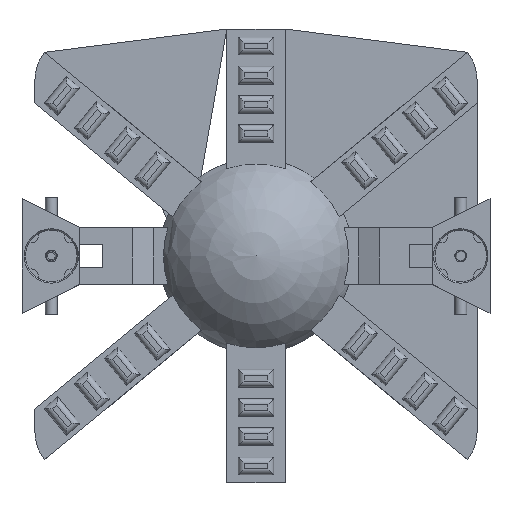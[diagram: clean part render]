
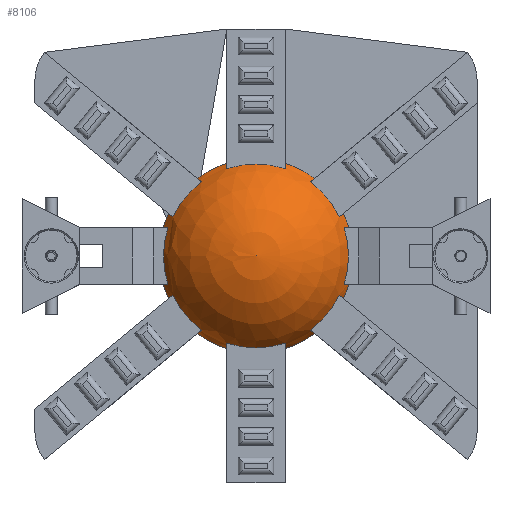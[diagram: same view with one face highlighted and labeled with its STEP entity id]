
A CAD part, top view. The second image highlights one B-rep face of the part: STEP entity #8106.
In plain terms, the highlighted spherical face has radius 22.86 mm.
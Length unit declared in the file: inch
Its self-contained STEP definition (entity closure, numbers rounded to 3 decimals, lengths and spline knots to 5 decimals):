
#110=SPHERICAL_SURFACE('',#8804,0.9);
#508=CIRCLE('',#8683,0.8791);
#509=CIRCLE('',#8685,0.78511);
#548=CIRCLE('',#8803,0.8791);
#549=CIRCLE('',#8805,0.82916);
#550=CIRCLE('',#8806,0.86458);
#551=CIRCLE('',#8807,0.78511);
#552=CIRCLE('',#8808,0.86458);
#553=CIRCLE('',#8809,0.82916);
#554=CIRCLE('',#8810,0.8791);
#555=CIRCLE('',#8811,0.78511);
#556=CIRCLE('',#8812,0.8791);
#557=CIRCLE('',#8813,0.82916);
#558=CIRCLE('',#8814,0.9);
#559=CIRCLE('',#8815,0.82916);
#560=CIRCLE('',#8816,0.8791);
#561=CIRCLE('',#8817,0.78511);
#562=CIRCLE('',#8818,0.8791);
#563=CIRCLE('',#8819,0.82916);
#564=CIRCLE('',#8820,0.86458);
#565=CIRCLE('',#8821,0.78511);
#566=CIRCLE('',#8822,0.86458);
#567=CIRCLE('',#8823,0.82916);
#568=CIRCLE('',#8824,0.8791);
#569=CIRCLE('',#8825,0.78511);
#570=CIRCLE('',#8826,0.8791);
#571=CIRCLE('',#8827,0.82916);
#957=FACE_OUTER_BOUND('',#1523,.T.);
#1523=EDGE_LOOP('',(#6138,#6139,#6140,#6141,#6142,#6143,#6144,#6145,#6146,
#6147,#6148,#6149,#6150,#6151,#6152,#6153,#6154,#6155,#6156,#6157,#6158,
#6159,#6160,#6161,#6162,#6163,#6164));
#3653=VERTEX_POINT('',#12753);
#3654=VERTEX_POINT('',#12755);
#3656=VERTEX_POINT('',#12761);
#3741=VERTEX_POINT('',#13153);
#3742=VERTEX_POINT('',#13157);
#3743=VERTEX_POINT('',#13159);
#3744=VERTEX_POINT('',#13161);
#3745=VERTEX_POINT('',#13163);
#3746=VERTEX_POINT('',#13165);
#3747=VERTEX_POINT('',#13167);
#3748=VERTEX_POINT('',#13169);
#3749=VERTEX_POINT('',#13171);
#3750=VERTEX_POINT('',#13173);
#3751=VERTEX_POINT('',#13175);
#3752=VERTEX_POINT('',#13177);
#3753=VERTEX_POINT('',#13179);
#3754=VERTEX_POINT('',#13181);
#3755=VERTEX_POINT('',#13183);
#3756=VERTEX_POINT('',#13185);
#3757=VERTEX_POINT('',#13187);
#3758=VERTEX_POINT('',#13189);
#3759=VERTEX_POINT('',#13191);
#3760=VERTEX_POINT('',#13193);
#3761=VERTEX_POINT('',#13195);
#3762=VERTEX_POINT('',#13197);
#3763=VERTEX_POINT('',#13199);
#4460=EDGE_CURVE('',#3654,#3653,#508,.T.);
#4464=EDGE_CURVE('',#3653,#3656,#509,.T.);
#4599=EDGE_CURVE('',#3656,#3741,#548,.T.);
#4601=EDGE_CURVE('',#3741,#3742,#549,.T.);
#4602=EDGE_CURVE('',#3743,#3742,#550,.T.);
#4603=EDGE_CURVE('',#3744,#3743,#551,.F.);
#4604=EDGE_CURVE('',#3745,#3744,#552,.T.);
#4605=EDGE_CURVE('',#3745,#3746,#553,.T.);
#4606=EDGE_CURVE('',#3747,#3746,#554,.T.);
#4607=EDGE_CURVE('',#3748,#3747,#555,.F.);
#4608=EDGE_CURVE('',#3749,#3748,#556,.T.);
#4609=EDGE_CURVE('',#3749,#3750,#557,.T.);
#4610=EDGE_CURVE('',#3751,#3750,#558,.T.);
#4611=EDGE_CURVE('',#3750,#3752,#559,.T.);
#4612=EDGE_CURVE('',#3753,#3752,#560,.T.);
#4613=EDGE_CURVE('',#3754,#3753,#561,.F.);
#4614=EDGE_CURVE('',#3755,#3754,#562,.T.);
#4615=EDGE_CURVE('',#3755,#3756,#563,.T.);
#4616=EDGE_CURVE('',#3756,#3757,#564,.T.);
#4617=EDGE_CURVE('',#3757,#3758,#565,.T.);
#4618=EDGE_CURVE('',#3758,#3759,#566,.T.);
#4619=EDGE_CURVE('',#3759,#3760,#567,.T.);
#4620=EDGE_CURVE('',#3760,#3761,#568,.T.);
#4621=EDGE_CURVE('',#3761,#3762,#569,.T.);
#4622=EDGE_CURVE('',#3762,#3763,#570,.T.);
#4623=EDGE_CURVE('',#3763,#3654,#571,.T.);
#6138=ORIENTED_EDGE('',*,*,#4460,.T.);
#6139=ORIENTED_EDGE('',*,*,#4464,.T.);
#6140=ORIENTED_EDGE('',*,*,#4599,.T.);
#6141=ORIENTED_EDGE('',*,*,#4601,.T.);
#6142=ORIENTED_EDGE('',*,*,#4602,.F.);
#6143=ORIENTED_EDGE('',*,*,#4603,.F.);
#6144=ORIENTED_EDGE('',*,*,#4604,.F.);
#6145=ORIENTED_EDGE('',*,*,#4605,.T.);
#6146=ORIENTED_EDGE('',*,*,#4606,.F.);
#6147=ORIENTED_EDGE('',*,*,#4607,.F.);
#6148=ORIENTED_EDGE('',*,*,#4608,.F.);
#6149=ORIENTED_EDGE('',*,*,#4609,.T.);
#6150=ORIENTED_EDGE('',*,*,#4610,.F.);
#6151=ORIENTED_EDGE('',*,*,#4610,.T.);
#6152=ORIENTED_EDGE('',*,*,#4611,.T.);
#6153=ORIENTED_EDGE('',*,*,#4612,.F.);
#6154=ORIENTED_EDGE('',*,*,#4613,.F.);
#6155=ORIENTED_EDGE('',*,*,#4614,.F.);
#6156=ORIENTED_EDGE('',*,*,#4615,.T.);
#6157=ORIENTED_EDGE('',*,*,#4616,.T.);
#6158=ORIENTED_EDGE('',*,*,#4617,.T.);
#6159=ORIENTED_EDGE('',*,*,#4618,.T.);
#6160=ORIENTED_EDGE('',*,*,#4619,.T.);
#6161=ORIENTED_EDGE('',*,*,#4620,.T.);
#6162=ORIENTED_EDGE('',*,*,#4621,.T.);
#6163=ORIENTED_EDGE('',*,*,#4622,.T.);
#6164=ORIENTED_EDGE('',*,*,#4623,.T.);
#8106=ADVANCED_FACE('',(#957),#110,.T.);
#8683=AXIS2_PLACEMENT_3D('',#12756,#10055,#10056);
#8685=AXIS2_PLACEMENT_3D('',#12764,#10062,#10063);
#8803=AXIS2_PLACEMENT_3D('',#13154,#10378,#10379);
#8804=AXIS2_PLACEMENT_3D('',#13156,#10381,#10382);
#8805=AXIS2_PLACEMENT_3D('',#13158,#10383,#10384);
#8806=AXIS2_PLACEMENT_3D('',#13160,#10385,#10386);
#8807=AXIS2_PLACEMENT_3D('',#13162,#10387,#10388);
#8808=AXIS2_PLACEMENT_3D('',#13164,#10389,#10390);
#8809=AXIS2_PLACEMENT_3D('',#13166,#10391,#10392);
#8810=AXIS2_PLACEMENT_3D('',#13168,#10393,#10394);
#8811=AXIS2_PLACEMENT_3D('',#13170,#10395,#10396);
#8812=AXIS2_PLACEMENT_3D('',#13172,#10397,#10398);
#8813=AXIS2_PLACEMENT_3D('',#13174,#10399,#10400);
#8814=AXIS2_PLACEMENT_3D('',#13176,#10401,#10402);
#8815=AXIS2_PLACEMENT_3D('',#13178,#10403,#10404);
#8816=AXIS2_PLACEMENT_3D('',#13180,#10405,#10406);
#8817=AXIS2_PLACEMENT_3D('',#13182,#10407,#10408);
#8818=AXIS2_PLACEMENT_3D('',#13184,#10409,#10410);
#8819=AXIS2_PLACEMENT_3D('',#13186,#10411,#10412);
#8820=AXIS2_PLACEMENT_3D('',#13188,#10413,#10414);
#8821=AXIS2_PLACEMENT_3D('',#13190,#10415,#10416);
#8822=AXIS2_PLACEMENT_3D('',#13192,#10417,#10418);
#8823=AXIS2_PLACEMENT_3D('',#13194,#10419,#10420);
#8824=AXIS2_PLACEMENT_3D('',#13196,#10421,#10422);
#8825=AXIS2_PLACEMENT_3D('',#13198,#10423,#10424);
#8826=AXIS2_PLACEMENT_3D('',#13200,#10425,#10426);
#8827=AXIS2_PLACEMENT_3D('',#13201,#10427,#10428);
#10055=DIRECTION('center_axis',(0.636,-0.771,0.));
#10056=DIRECTION('ref_axis',(0.,0.,1.));
#10062=DIRECTION('center_axis',(0.,0.,1.));
#10063=DIRECTION('ref_axis',(0.,1.,0.));
#10378=DIRECTION('center_axis',(-0.636,0.771,0.));
#10379=DIRECTION('ref_axis',(0.,0.,-1.));
#10381=DIRECTION('center_axis',(0.,0.,1.));
#10382=DIRECTION('ref_axis',(1.,0.,0.));
#10383=DIRECTION('center_axis',(0.,0.,1.));
#10384=DIRECTION('ref_axis',(0.,1.,0.));
#10385=DIRECTION('center_axis',(-1.,0.,0.));
#10386=DIRECTION('ref_axis',(0.,0.,1.));
#10387=DIRECTION('center_axis',(0.,0.,1.));
#10388=DIRECTION('ref_axis',(0.,1.,0.));
#10389=DIRECTION('center_axis',(1.,0.,0.));
#10390=DIRECTION('ref_axis',(0.,0.,-1.));
#10391=DIRECTION('center_axis',(0.,0.,1.));
#10392=DIRECTION('ref_axis',(0.,1.,0.));
#10393=DIRECTION('center_axis',(-0.636,-0.771,0.));
#10394=DIRECTION('ref_axis',(0.,0.,-1.));
#10395=DIRECTION('center_axis',(0.,0.,1.));
#10396=DIRECTION('ref_axis',(0.,1.,0.));
#10397=DIRECTION('center_axis',(0.636,0.771,0.));
#10398=DIRECTION('ref_axis',(0.,0.,1.));
#10399=DIRECTION('center_axis',(0.,0.,1.));
#10400=DIRECTION('ref_axis',(0.,1.,0.));
#10401=DIRECTION('center_axis',(0.,-1.,0.));
#10402=DIRECTION('ref_axis',(-1.,0.,0.));
#10403=DIRECTION('center_axis',(0.,0.,1.));
#10404=DIRECTION('ref_axis',(0.,1.,0.));
#10405=DIRECTION('center_axis',(0.636,-0.771,0.));
#10406=DIRECTION('ref_axis',(0.,0.,-1.));
#10407=DIRECTION('center_axis',(0.,0.,1.));
#10408=DIRECTION('ref_axis',(0.,1.,0.));
#10409=DIRECTION('center_axis',(-0.636,0.771,0.));
#10410=DIRECTION('ref_axis',(0.,0.,1.));
#10411=DIRECTION('center_axis',(0.,0.,1.));
#10412=DIRECTION('ref_axis',(0.,1.,0.));
#10413=DIRECTION('center_axis',(-1.,0.,0.));
#10414=DIRECTION('ref_axis',(0.,0.,-1.));
#10415=DIRECTION('center_axis',(0.,0.,1.));
#10416=DIRECTION('ref_axis',(0.,1.,0.));
#10417=DIRECTION('center_axis',(1.,0.,0.));
#10418=DIRECTION('ref_axis',(0.,0.,1.));
#10419=DIRECTION('center_axis',(0.,0.,1.));
#10420=DIRECTION('ref_axis',(0.,1.,0.));
#10421=DIRECTION('center_axis',(-0.636,-0.771,0.));
#10422=DIRECTION('ref_axis',(0.,0.,1.));
#10423=DIRECTION('center_axis',(0.,0.,1.));
#10424=DIRECTION('ref_axis',(0.,1.,0.));
#10425=DIRECTION('center_axis',(0.636,0.771,0.));
#10426=DIRECTION('ref_axis',(0.,0.,-1.));
#10427=DIRECTION('center_axis',(0.,0.,1.));
#10428=DIRECTION('ref_axis',(0.,1.,0.));
#12753=CARTESIAN_POINT('',(0.70978,0.33557,0.34));
#12755=CARTESIAN_POINT('',(0.74477,0.36444,0.25));
#12756=CARTESIAN_POINT('Origin',(0.12272,-0.14875,-0.1));
#12761=CARTESIAN_POINT('',(0.46434,0.63308,0.34));
#12764=CARTESIAN_POINT('Origin',(0.,0.,0.34));
#13153=CARTESIAN_POINT('',(0.49933,0.66195,0.25));
#13154=CARTESIAN_POINT('Origin',(-0.12272,0.14875,-0.1));
#13156=CARTESIAN_POINT('Origin',(0.,0.,-0.1));
#13157=CARTESIAN_POINT('',(0.25,0.79057,0.25));
#13158=CARTESIAN_POINT('Origin',(0.,0.,0.25));
#13159=CARTESIAN_POINT('',(0.25,0.74424,0.34));
#13160=CARTESIAN_POINT('Origin',(0.25,0.,-0.1));
#13161=CARTESIAN_POINT('',(-0.25,0.74424,0.34));
#13162=CARTESIAN_POINT('Origin',(0.,0.,0.34));
#13163=CARTESIAN_POINT('',(-0.25,0.79057,0.25));
#13164=CARTESIAN_POINT('Origin',(-0.25,0.,-0.1));
#13165=CARTESIAN_POINT('',(-0.49933,0.66195,0.25));
#13166=CARTESIAN_POINT('Origin',(0.,0.,0.25));
#13167=CARTESIAN_POINT('',(-0.46434,0.63308,0.34));
#13168=CARTESIAN_POINT('Origin',(0.12272,0.14875,-0.1));
#13169=CARTESIAN_POINT('',(-0.70978,0.33557,0.34));
#13170=CARTESIAN_POINT('Origin',(0.,0.,0.34));
#13171=CARTESIAN_POINT('',(-0.74477,0.36444,0.25));
#13172=CARTESIAN_POINT('Origin',(-0.12272,-0.14875,
-0.1));
#13173=CARTESIAN_POINT('',(-0.82916,0.,0.25));
#13174=CARTESIAN_POINT('Origin',(0.,0.,0.25));
#13175=CARTESIAN_POINT('',(0.,0.,
0.8));
#13176=CARTESIAN_POINT('Origin',(0.,0.,-0.1));
#13177=CARTESIAN_POINT('',(-0.74477,-0.36444,0.25));
#13178=CARTESIAN_POINT('Origin',(0.,0.,0.25));
#13179=CARTESIAN_POINT('',(-0.70978,-0.33557,0.34));
#13180=CARTESIAN_POINT('Origin',(-0.12272,0.14875,-0.1));
#13181=CARTESIAN_POINT('',(-0.46434,-0.63308,0.34));
#13182=CARTESIAN_POINT('Origin',(0.,0.,0.34));
#13183=CARTESIAN_POINT('',(-0.49933,-0.66195,0.25));
#13184=CARTESIAN_POINT('Origin',(0.12272,-0.14875,-0.1));
#13185=CARTESIAN_POINT('',(-0.25,-0.79057,0.25));
#13186=CARTESIAN_POINT('Origin',(0.,0.,0.25));
#13187=CARTESIAN_POINT('',(-0.25,-0.74424,0.34));
#13188=CARTESIAN_POINT('Origin',(-0.25,0.,-0.1));
#13189=CARTESIAN_POINT('',(0.25,-0.74424,0.34));
#13190=CARTESIAN_POINT('Origin',(0.,0.,0.34));
#13191=CARTESIAN_POINT('',(0.25,-0.79057,0.25));
#13192=CARTESIAN_POINT('Origin',(0.25,0.,-0.1));
#13193=CARTESIAN_POINT('',(0.49933,-0.66195,0.25));
#13194=CARTESIAN_POINT('Origin',(0.,0.,0.25));
#13195=CARTESIAN_POINT('',(0.46434,-0.63308,0.34));
#13196=CARTESIAN_POINT('Origin',(-0.12272,-0.14875,
-0.1));
#13197=CARTESIAN_POINT('',(0.70978,-0.33557,0.34));
#13198=CARTESIAN_POINT('Origin',(0.,0.,0.34));
#13199=CARTESIAN_POINT('',(0.74477,-0.36444,0.25));
#13200=CARTESIAN_POINT('Origin',(0.12272,0.14875,-0.1));
#13201=CARTESIAN_POINT('Origin',(0.,0.,0.25));
